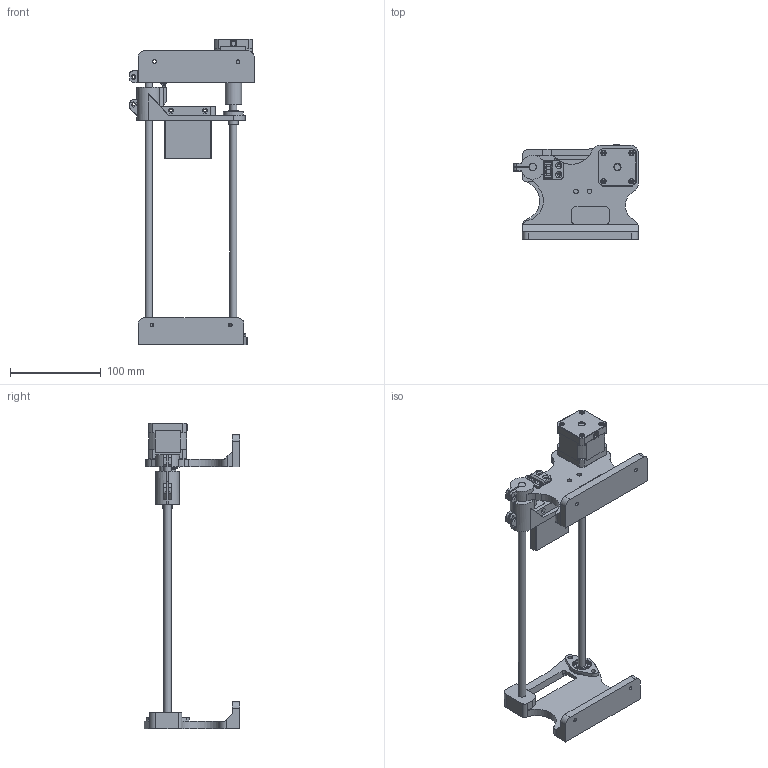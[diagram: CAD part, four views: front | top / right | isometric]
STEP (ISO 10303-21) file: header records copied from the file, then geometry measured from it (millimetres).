
FILE_DESCRIPTION(/* description */ (''),/* implementation_level */ '2;1');
FILE_NAME(/* name */ 'plustek_opticFilm_scanner v19.step',/* time_stamp */ '2022-12-10T17:05:23+01:00',/* author */ (''),/* organization */ (''),/* preprocessor_version */ 'ST-DEVELOPER v19.2',/* originating_system */ 'Autodesk Translation Framework v11.17.0.187',/* authorisation */ '');
FILE_SCHEMA (('AUTOMOTIVE_DESIGN { 1 0 10303 214 3 1 1 }'));
Length unit declared in the file: millimetre
Products named in the file (29): plustek_opticFilm_scanner; NEMA17 x 40 stepper; Frontplate; Backplate; Connenctor; Housing; Bearing dummy; Bearing dummy 01; Core; M3x34-Screw; M3x34-Screw001; M3x34-Screw002; M3x34-Screw003; carriage; leadscrew_nut; sled; pusher; linear_bearing; plate_2; plate_1; endstop; endstop_switch; Rods; right_rod; lead_screw; coupling; fl-08 v1; Housing (1); Bearing
Assembly tree (28 placements, depth 4):
  plustek_opticFilm_scanner
    NEMA17 x 40 stepper
      Frontplate
      Backplate
      Connenctor
      Housing
      Bearing dummy
      Bearing dummy 01
      Core
      M3x34-Screw
      M3x34-Screw001
      M3x34-Screw002
      M3x34-Screw003
    carriage
      leadscrew_nut
      sled
      pusher
      linear_bearing
    plate_2
    plate_1
    endstop
      endstop_switch
    Rods
      right_rod
      lead_screw
      coupling
      fl-08 v1
        Housing (1)
        Bearing
Bounding box: 137.5 x 105.45 x 338 mm (x, y, z)
Volume: 371139.8 mm3; surface area: 147418.4 mm2
Topology: 30 solids, 30 shells, 924 faces, 2419 edges, 1587 vertices
Faces by surface type: plane 499, cylinder 266, torus 53, bspline 49, cone 45, sphere 12
Full cylindrical faces by diameter (mm): 1.5 x2, 1.6 x3, 2.46 x12, 2.5 x4, 3 x4, 3.2 x3, 3.3 x5, 3.4 x8, 3.46 x4, 3.5 x6, 4 x4, 5 x7, 5.5 x1, 6 x4, 7.874 x1, 8 x7, 8.2 x2, 8.4 x1, 8.5 x1, 10.2 x2, 10.6 x1, 11.4 x4, 11.8 x2, 12 x6, 14.6 x1, 16 x1, 17.8 x4, 18 x1, 18.4 x4, 19.2 x2
Entity records: 35900 total; most frequent: CARTESIAN_POINT 12084, ORIENTED_EDGE 4790, DIRECTION 4712, EDGE_CURVE 2395, AXIS2_PLACEMENT_3D 1669, VERTEX_POINT 1587, LINE 1374, VECTOR 1374
